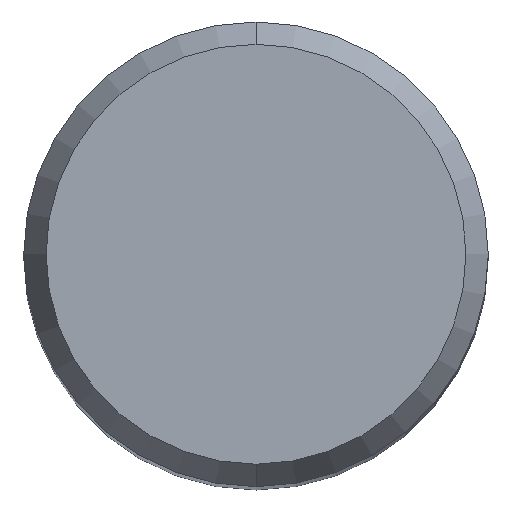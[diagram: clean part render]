
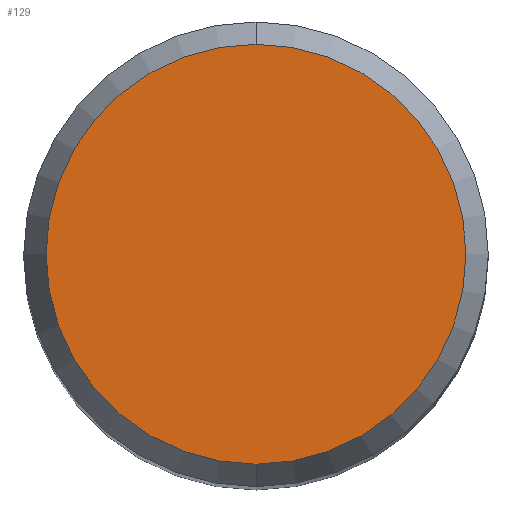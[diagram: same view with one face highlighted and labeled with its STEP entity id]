
A CAD part, top view. The second image highlights one B-rep face of the part: STEP entity #129.
In plain terms, the highlighted planar face has unit normal (0, 0, 1).
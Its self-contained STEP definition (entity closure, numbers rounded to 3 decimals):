
#101=EDGE_CURVE('',#183,#169,#233,.T.);
#129=ADVANCED_FACE('',(#262),#263,.T.);
#141=EDGE_CURVE('',#169,#183,#276,.T.);
#169=VERTEX_POINT('',#308);
#183=VERTEX_POINT('',#323);
#233=CIRCLE('',#367,4.304);
#262=FACE_OUTER_BOUND('',#406,.T.);
#263=PLANE('',#407);
#276=CIRCLE('',#425,4.304);
#308=CARTESIAN_POINT('',(0.,-4.304,0.01));
#323=CARTESIAN_POINT('',(0.0,4.304,0.01));
#367=AXIS2_PLACEMENT_3D('',#545,#546,#547);
#406=EDGE_LOOP('',(#572,#573));
#407=AXIS2_PLACEMENT_3D('',#574,#575,#576);
#425=AXIS2_PLACEMENT_3D('',#592,#593,#594);
#545=CARTESIAN_POINT('',(0.0,0.0,0.01));
#546=DIRECTION('',(0.0,0.0,-1.0));
#547=DIRECTION('',(0.0,1.0,0.0));
#572=ORIENTED_EDGE('',*,*,#101,.F.);
#573=ORIENTED_EDGE('',*,*,#141,.F.);
#574=CARTESIAN_POINT('',(0.0,2.152,0.01));
#575=DIRECTION('',(-0.0,0.0,1.0));
#576=DIRECTION('',(0.0,-1.0,0.0));
#592=CARTESIAN_POINT('',(0.0,0.0,0.01));
#593=DIRECTION('',(0.0,0.0,-1.0));
#594=DIRECTION('',(0.0,1.0,0.0));
